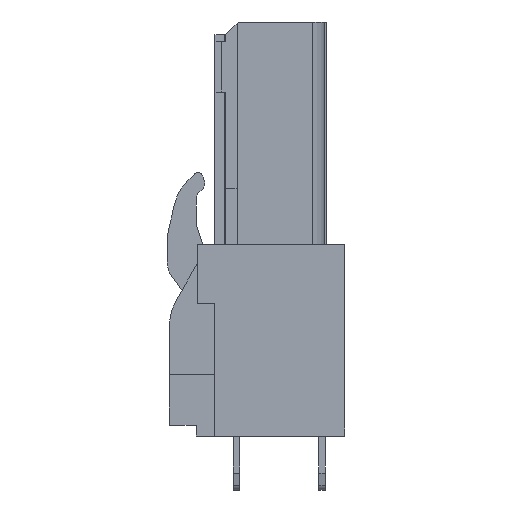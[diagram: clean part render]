
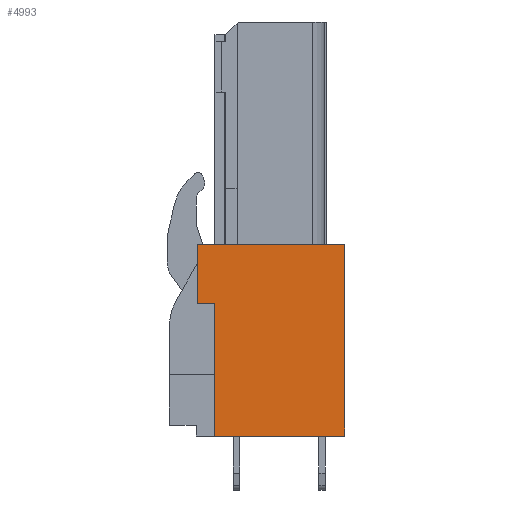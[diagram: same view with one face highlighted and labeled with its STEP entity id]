
A CAD part, left-side view. The second image highlights one B-rep face of the part: STEP entity #4993.
In plain terms, the highlighted planar face has unit normal (-1, 0, 0).
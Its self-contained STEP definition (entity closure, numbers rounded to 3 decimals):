
#4983=AXIS2_PLACEMENT_3D('Plane Axis2P3D',#4980,#4981,#4982) ;
#333=CARTESIAN_POINT('Vertex',(0.,0.,3.2)) ;
#336=CARTESIAN_POINT('Line Origine',(0.,3.85,3.2)) ;
#340=CARTESIAN_POINT('Vertex',(0.,7.7,3.2)) ;
#956=CARTESIAN_POINT('Vertex',(0.,8.74,14.54)) ;
#959=CARTESIAN_POINT('Line Origine',(0.,4.37,14.54)) ;
#963=CARTESIAN_POINT('Vertex',(0.,0.,14.54)) ;
#1803=CARTESIAN_POINT('Line Origine',(0.,7.7,7.12)) ;
#1807=CARTESIAN_POINT('Vertex',(0.,7.7,11.04)) ;
#4634=CARTESIAN_POINT('Line Origine',(0.,8.22,11.04)) ;
#4638=CARTESIAN_POINT('Vertex',(0.,8.74,11.04)) ;
#4679=CARTESIAN_POINT('Line Origine',(0.,8.74,12.79)) ;
#4792=CARTESIAN_POINT('Line Origine',(0.,0.,8.87)) ;
#4980=CARTESIAN_POINT('Axis2P3D Location',(0.,0.,0.)) ;
#337=DIRECTION('Vector Direction',(0.,1.,0.)) ;
#960=DIRECTION('Vector Direction',(0.,-1.,0.)) ;
#1804=DIRECTION('Vector Direction',(0.,0.,1.)) ;
#4635=DIRECTION('Vector Direction',(0.,1.,0.)) ;
#4680=DIRECTION('Vector Direction',(0.,0.,1.)) ;
#4793=DIRECTION('Vector Direction',(0.,0.,-1.)) ;
#4981=DIRECTION('Axis2P3D Direction',(-1.,0.,0.)) ;
#4982=DIRECTION('Axis2P3D XDirection',(0.,0.,1.)) ;
#338=VECTOR('Line Direction',#337,1.) ;
#961=VECTOR('Line Direction',#960,1.) ;
#1805=VECTOR('Line Direction',#1804,1.) ;
#4636=VECTOR('Line Direction',#4635,1.) ;
#4681=VECTOR('Line Direction',#4680,1.) ;
#4794=VECTOR('Line Direction',#4793,1.) ;
#4986=ORIENTED_EDGE('',*,*,#4683,.T.) ;
#4987=ORIENTED_EDGE('',*,*,#4640,.T.) ;
#4988=ORIENTED_EDGE('',*,*,#1809,.T.) ;
#4989=ORIENTED_EDGE('',*,*,#342,.T.) ;
#4990=ORIENTED_EDGE('',*,*,#4796,.T.) ;
#4991=ORIENTED_EDGE('',*,*,#965,.T.) ;
#4993=ADVANCED_FACE('HOUSING',(#4992),#4984,.T.) ;
#342=EDGE_CURVE('',#341,#334,#339,.F.) ;
#965=EDGE_CURVE('',#964,#957,#962,.F.) ;
#1809=EDGE_CURVE('',#1808,#341,#1806,.F.) ;
#4640=EDGE_CURVE('',#4639,#1808,#4637,.F.) ;
#4683=EDGE_CURVE('',#957,#4639,#4682,.F.) ;
#4796=EDGE_CURVE('',#334,#964,#4795,.F.) ;
#4985=EDGE_LOOP('',(#4986,#4987,#4988,#4989,#4990,#4991)) ;
#4992=FACE_OUTER_BOUND('',#4985,.T.) ;
#339=LINE('Line',#336,#338) ;
#962=LINE('Line',#959,#961) ;
#1806=LINE('Line',#1803,#1805) ;
#4637=LINE('Line',#4634,#4636) ;
#4682=LINE('Line',#4679,#4681) ;
#4795=LINE('Line',#4792,#4794) ;
#4984=PLANE('',#4983) ;
#334=VERTEX_POINT('',#333) ;
#341=VERTEX_POINT('',#340) ;
#957=VERTEX_POINT('',#956) ;
#964=VERTEX_POINT('',#963) ;
#1808=VERTEX_POINT('',#1807) ;
#4639=VERTEX_POINT('',#4638) ;
